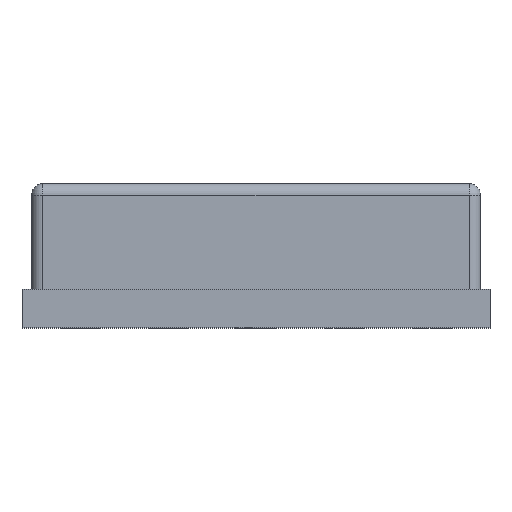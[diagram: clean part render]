
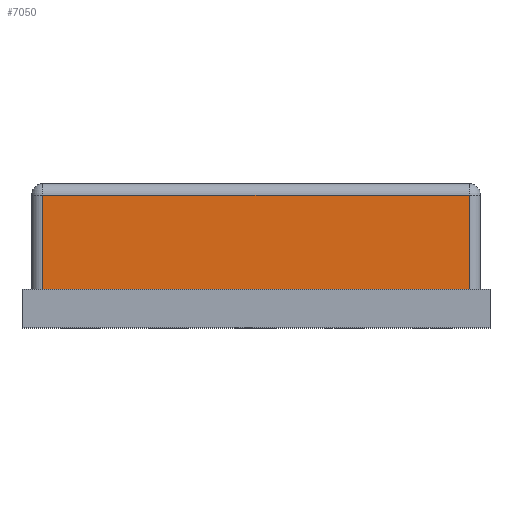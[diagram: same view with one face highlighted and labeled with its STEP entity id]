
A CAD part, top view. The second image highlights one B-rep face of the part: STEP entity #7050.
In plain terms, the highlighted planar face has unit normal (0, 0, 1).
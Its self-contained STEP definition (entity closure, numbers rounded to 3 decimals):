
#5 = EDGE_CURVE ( 'NONE', #632, #5460, #1935, .T. ) ;
#195 = VECTOR ( 'NONE', #5619, 1000. ) ;
#334 = CARTESIAN_POINT ( 'NONE',  ( 5.85, 24.046, 5.85 ) ) ;
#392 = DIRECTION ( 'NONE',  ( 0., 0., -1. ) ) ;
#632 = VERTEX_POINT ( 'NONE', #7328 ) ;
#657 = DIRECTION ( 'NONE',  ( 0., 1., 0. ) ) ;
#761 = LINE ( 'NONE', #7890, #1067 ) ;
#913 = CARTESIAN_POINT ( 'NONE',  ( 5.55, 1., 5.85 ) ) ;
#1067 = VECTOR ( 'NONE', #657, 1000. ) ;
#1596 = ORIENTED_EDGE ( 'NONE', *, *, #8006, .T. ) ;
#1672 = PLANE ( 'NONE',  #6718 ) ;
#1753 = VERTEX_POINT ( 'NONE', #2752 ) ;
#1914 = CARTESIAN_POINT ( 'NONE',  ( -5.55, 24.046, 5.85 ) ) ;
#1935 = LINE ( 'NONE', #2997, #195 ) ;
#2169 = EDGE_CURVE ( 'NONE', #5460, #1753, #6962, .T. ) ;
#2247 = CARTESIAN_POINT ( 'NONE',  ( -5.55, 3.45, 5.85 ) ) ;
#2687 = EDGE_CURVE ( 'NONE', #1753, #6916, #7676, .T. ) ;
#2698 = EDGE_LOOP ( 'NONE', ( #8339, #1596, #4987, #4978 ) ) ;
#2752 = CARTESIAN_POINT ( 'NONE',  ( -5.55, 1., 5.85 ) ) ;
#2997 = CARTESIAN_POINT ( 'NONE',  ( -5.85, 3.45, 5.85 ) ) ;
#3745 = DIRECTION ( 'NONE',  ( -1., 0., 0. ) ) ;
#4978 = ORIENTED_EDGE ( 'NONE', *, *, #2169, .T. ) ;
#4987 = ORIENTED_EDGE ( 'NONE', *, *, #5, .T. ) ;
#5182 = DIRECTION ( 'NONE',  ( 0., -1., 0. ) ) ;
#5460 = VERTEX_POINT ( 'NONE', #2247 ) ;
#5619 = DIRECTION ( 'NONE',  ( -1., 0., 0. ) ) ;
#6330 = VECTOR ( 'NONE', #7681, 1000. ) ;
#6718 = AXIS2_PLACEMENT_3D ( 'NONE', #334, #392, #3745 ) ;
#6916 = VERTEX_POINT ( 'NONE', #913 ) ;
#6936 = FACE_OUTER_BOUND ( 'NONE', #2698, .T. ) ;
#6962 = LINE ( 'NONE', #1914, #7594 ) ;
#6984 = CARTESIAN_POINT ( 'NONE',  ( 5.85, 1., 5.85 ) ) ;
#7050 = ADVANCED_FACE ( 'NONE', ( #6936 ), #1672, .F. ) ;
#7328 = CARTESIAN_POINT ( 'NONE',  ( 5.55, 3.45, 5.85 ) ) ;
#7594 = VECTOR ( 'NONE', #5182, 1000. ) ;
#7676 = LINE ( 'NONE', #6984, #6330 ) ;
#7681 = DIRECTION ( 'NONE',  ( 1., 0., 0. ) ) ;
#7890 = CARTESIAN_POINT ( 'NONE',  ( 5.55, 24.046, 5.85 ) ) ;
#8006 = EDGE_CURVE ( 'NONE', #6916, #632, #761, .T. ) ;
#8339 = ORIENTED_EDGE ( 'NONE', *, *, #2687, .T. ) ;
